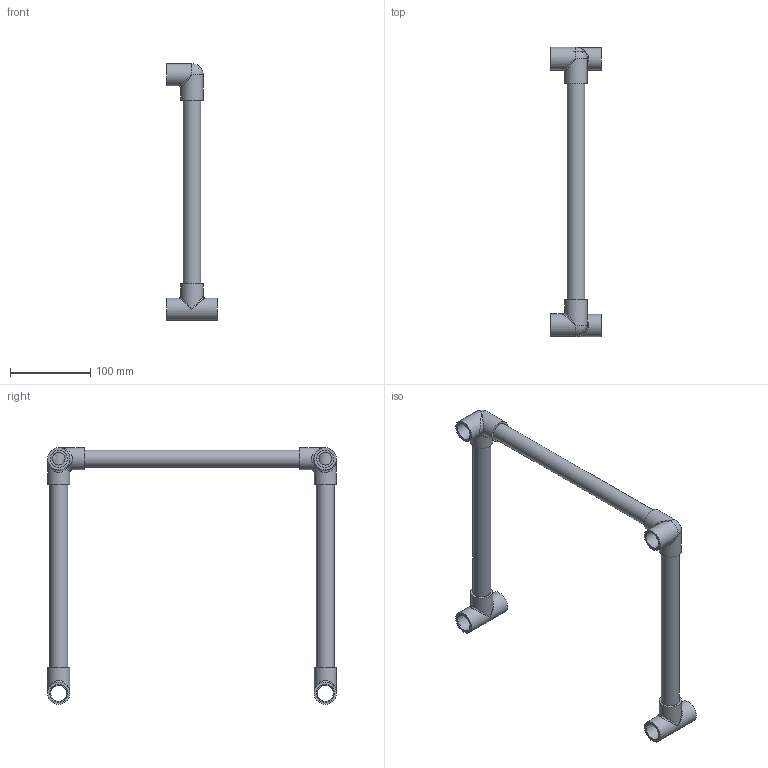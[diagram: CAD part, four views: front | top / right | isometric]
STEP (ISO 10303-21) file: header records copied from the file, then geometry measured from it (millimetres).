
FILE_DESCRIPTION(/* description */ (''),/* implementation_level */ '2;1');
FILE_NAME(/* name */ 'Right.step',/* time_stamp */ '2024-01-24T17:36:01-05:00',/* author */ (''),/* organization */ (''),/* preprocessor_version */ 'ST-DEVELOPER v20',/* originating_system */ 'Autodesk Translation Framework v12.14.0.127',/* authorisation */ '');
FILE_SCHEMA (('AUTOMOTIVE_DESIGN { 1 0 10303 214 3 1 1 }'));
Length unit declared in the file: millimetre
Products named in the file (3): Right; 4880K631_Standard-Wall PVC Pipe Fitting for Water; 4880K41_Standard-Wall PVC Pipe Fitting for Water
Assembly tree (4 placements, depth 2):
  Right
    4880K631_Standard-Wall PVC Pipe Fitting for Water  x2
    4880K41_Standard-Wall PVC Pipe Fitting for Water  x2
Bounding box: 63.5 x 360.11 x 320 mm (x, y, z)
Volume: 407282.9 mm3; surface area: 112763.6 mm2
Topology: 7 solids, 7 shells, 113 faces, 258 edges, 151 vertices
Faces by surface type: cylinder 41, plane 35, torus 12, bspline 10, sphere 9, cone 6
Full cylindrical faces by diameter (mm): 15.799 x12, 19.914 x2, 19.939 x2, 21.59 x9, 22.394 x2, 27.781 x6, 27.889 x4
Entity records: 3983 total; most frequent: CARTESIAN_POINT 2388, DIRECTION 341, ORIENTED_EDGE 280, AXIS2_PLACEMENT_3D 155, EDGE_CURVE 140, VERTEX_POINT 89, EDGE_LOOP 85, CIRCLE 71
